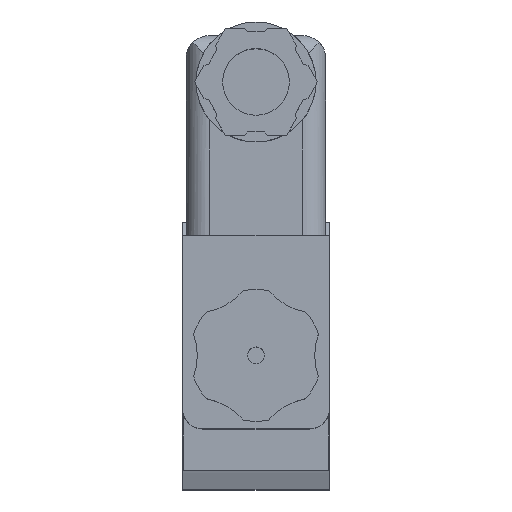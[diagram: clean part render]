
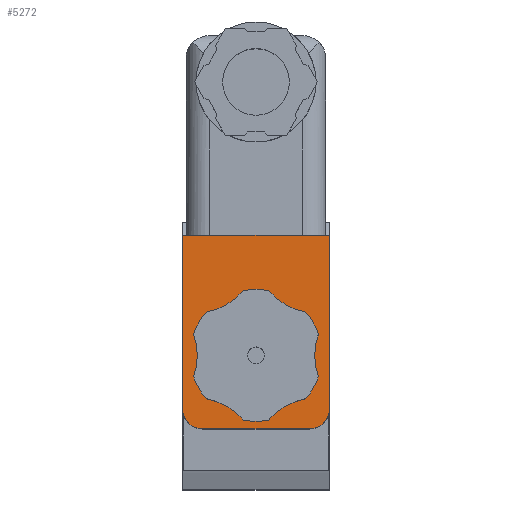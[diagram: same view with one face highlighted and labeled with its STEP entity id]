
A CAD part, top view. The second image highlights one B-rep face of the part: STEP entity #5272.
In plain terms, the highlighted planar face has unit normal (0, 0, 1).
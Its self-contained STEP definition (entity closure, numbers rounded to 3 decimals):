
#566=LINE('',#8805,#1060);
#570=LINE('',#8815,#1064);
#573=LINE('',#8823,#1067);
#574=LINE('',#8826,#1068);
#1060=VECTOR('',#7138,1000.);
#1064=VECTOR('',#7148,1000.);
#1067=VECTOR('',#7157,1000.);
#1068=VECTOR('',#7162,1000.);
#2269=ORIENTED_EDGE('',*,*,#3247,.T.);
#2270=ORIENTED_EDGE('',*,*,#3250,.T.);
#2271=ORIENTED_EDGE('',*,*,#3252,.T.);
#2272=ORIENTED_EDGE('',*,*,#3254,.T.);
#2273=ORIENTED_EDGE('',*,*,#3256,.T.);
#2274=ORIENTED_EDGE('',*,*,#3258,.T.);
#2275=ORIENTED_EDGE('',*,*,#3261,.F.);
#3247=EDGE_CURVE('',#3833,#3832,#566,.T.);
#3250=EDGE_CURVE('',#3832,#3834,#4080,.T.);
#3252=EDGE_CURVE('',#3834,#3835,#570,.T.);
#3254=EDGE_CURVE('',#3835,#3836,#4081,.T.);
#3256=EDGE_CURVE('',#3836,#3837,#573,.T.);
#3258=EDGE_CURVE('',#3837,#3833,#574,.T.);
#3261=EDGE_CURVE('',#3839,#3839,#4084,.T.);
#3832=VERTEX_POINT('',#8804);
#3833=VERTEX_POINT('',#8806);
#3834=VERTEX_POINT('',#8810);
#3835=VERTEX_POINT('',#8814);
#3836=VERTEX_POINT('',#8818);
#3837=VERTEX_POINT('',#8822);
#3839=VERTEX_POINT('',#8832);
#4080=CIRCLE('',#5780,3.);
#4081=CIRCLE('',#5783,3.);
#4084=CIRCLE('',#5789,7.5);
#4399=EDGE_LOOP('',(#2269,#2270,#2271,#2272,#2273,#2274));
#4400=EDGE_LOOP('',(#2275));
#4769=FACE_BOUND('',#4399,.T.);
#4770=FACE_BOUND('',#4400,.T.);
#4996=PLANE('',#5788);
#5272=ADVANCED_FACE('',(#4769,#4770),#4996,.T.);
#5780=AXIS2_PLACEMENT_3D('',#8811,#7143,#7144);
#5783=AXIS2_PLACEMENT_3D('',#8819,#7152,#7153);
#5788=AXIS2_PLACEMENT_3D('',#8830,#7166,#7167);
#5789=AXIS2_PLACEMENT_3D('',#8831,#7168,#7169);
#7138=DIRECTION('',(0.,-1.,0.));
#7143=DIRECTION('',(0.,0.,1.));
#7144=DIRECTION('',(1.,0.,0.));
#7148=DIRECTION('',(1.,0.,0.));
#7152=DIRECTION('',(0.,0.,1.));
#7153=DIRECTION('',(1.,0.,0.));
#7157=DIRECTION('',(0.,1.,0.));
#7162=DIRECTION('',(-1.,0.,0.));
#7166=DIRECTION('',(0.,0.,1.));
#7167=DIRECTION('',(1.,0.,0.));
#7168=DIRECTION('',(0.,0.,1.));
#7169=DIRECTION('',(1.,0.,0.));
#8804=CARTESIAN_POINT('',(-11.,-8.,47.));
#8805=CARTESIAN_POINT('',(-11.,18.,47.));
#8806=CARTESIAN_POINT('',(-11.,18.,47.));
#8810=CARTESIAN_POINT('',(-8.,-11.,47.));
#8811=CARTESIAN_POINT('',(-8.,-8.,47.));
#8814=CARTESIAN_POINT('',(8.,-11.,47.));
#8815=CARTESIAN_POINT('',(-8.,-11.,47.));
#8818=CARTESIAN_POINT('',(11.,-8.,47.));
#8819=CARTESIAN_POINT('',(8.,-8.,47.));
#8822=CARTESIAN_POINT('',(11.,18.,47.));
#8823=CARTESIAN_POINT('',(11.,-8.,47.));
#8826=CARTESIAN_POINT('',(11.,18.,47.));
#8830=CARTESIAN_POINT('',(-8.,-8.,47.));
#8831=CARTESIAN_POINT('',(0.,0.,47.));
#8832=CARTESIAN_POINT('',(7.5,0.,47.));
